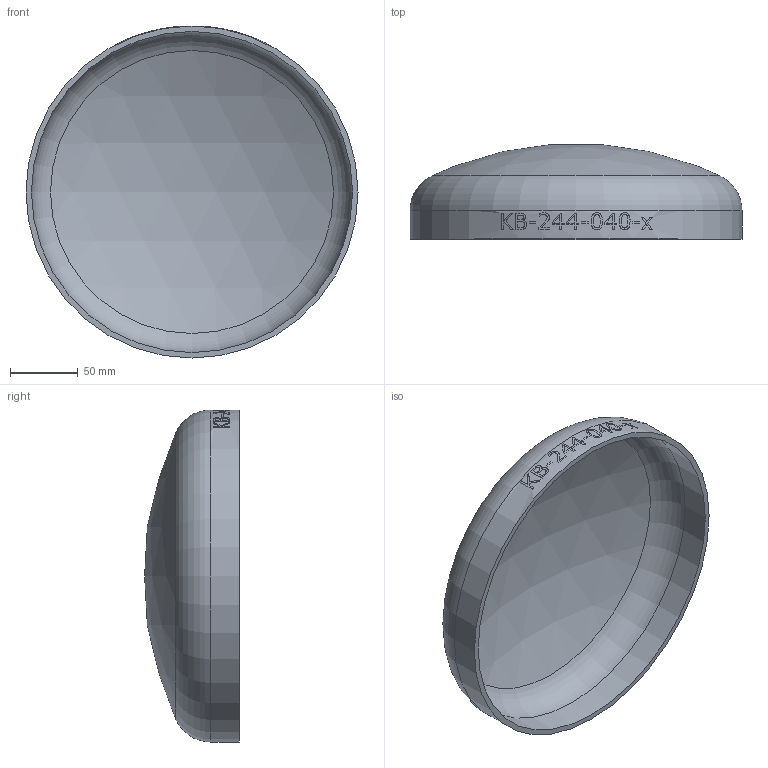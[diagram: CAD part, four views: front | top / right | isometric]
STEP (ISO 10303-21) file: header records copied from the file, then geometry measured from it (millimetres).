
FILE_DESCRIPTION (( 'STEP AP214' ), '1' );
FILE_NAME ('KB-244-040-x Klöpperboden 2003.STEP', '2020-03-27T07:24:05', ( '' ), ( '' ), 'SwSTEP 2.0', 'SolidWorks 2016', '' );
FILE_SCHEMA (( 'AUTOMOTIVE_DESIGN' ));
Length unit declared in the file: millimetre
Products named in the file (1): KB-244-040-x Klöpperboden 2003
Bounding box: 244.5 x 69.77 x 244.5 mm (x, y, z)
Volume: 295543.2 mm3; surface area: 150868.9 mm2
Topology: 1 solids, 1 shells, 167 faces, 433 edges, 288 vertices
Faces by surface type: plane 76, bspline 66, cylinder 21, torus 2, sphere 2
Full cylindrical faces by diameter (mm): 236.5 x1, 244.5 x1
Entity records: 19954 total; most frequent: CARTESIAN_POINT 14695, ORIENTED_EDGE 858, DIRECTION 504, EDGE_CURVE 429, VERTEX_POINT 288, B_SPLINE_CURVE_WITH_KNOTS 217, EDGE_LOOP 191, AXIS2_PLACEMENT_3D 190
